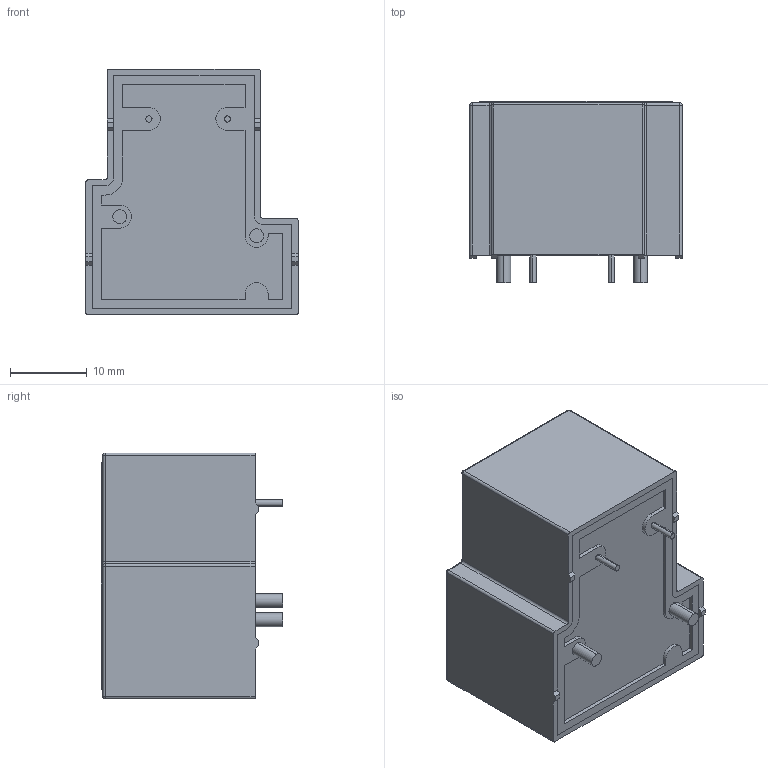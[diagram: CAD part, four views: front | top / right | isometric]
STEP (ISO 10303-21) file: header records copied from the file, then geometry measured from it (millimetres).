
FILE_DESCRIPTION (( 'STEP AP214' ), '1' );
FILE_NAME ('SLA-12VDC-SL-A.STEP', '2024-01-10T21:07:01', ( '' ), ( '' ), 'SwSTEP 2.0', 'SolidWorks 2021', '' );
FILE_SCHEMA (( 'AUTOMOTIVE_DESIGN' ));
Length unit declared in the file: millimetre
Products named in the file (1): SLA-12VDC-SL-A
Bounding box: 27.6 x 23.6 x 32 mm (x, y, z)
Volume: 14672.4 mm3; surface area: 5578.8 mm2
Topology: 6 solids, 6 shells, 142 faces, 358 edges, 224 vertices
Faces by surface type: plane 88, cylinder 44, sphere 8, torus 2
Entity records: 4235 total; most frequent: CARTESIAN_POINT 729, DIRECTION 718, ORIENTED_EDGE 700, EDGE_CURVE 350, LINE 260, VECTOR 260, AXIS2_PLACEMENT_3D 229, VERTEX_POINT 224
